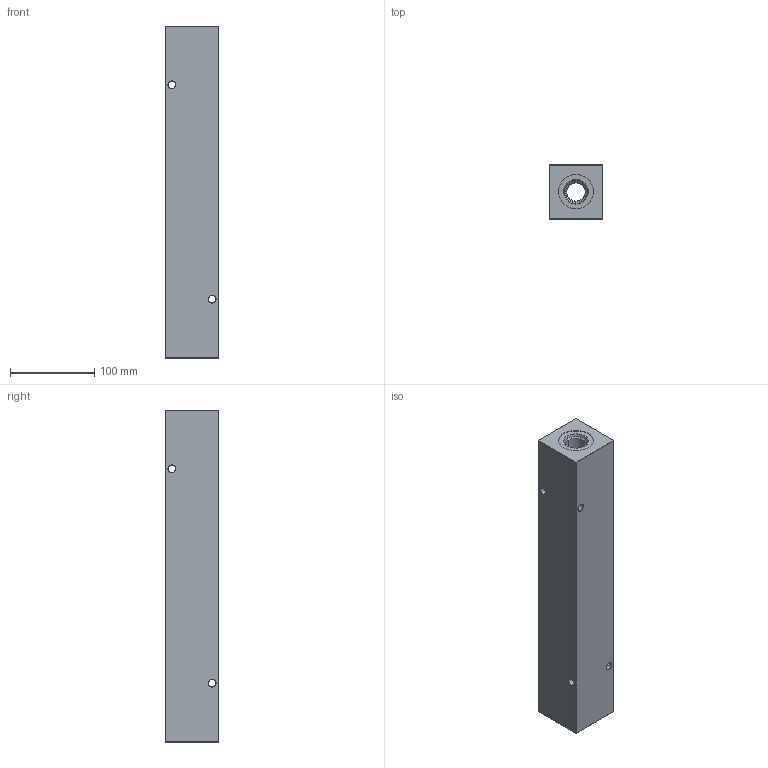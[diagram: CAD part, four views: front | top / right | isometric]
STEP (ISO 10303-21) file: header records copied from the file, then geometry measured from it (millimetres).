
FILE_DESCRIPTION (( 'STEP AP203' ), '1' );
FILE_NAME ('HM-6-90-S-12-12.STEP', '2020-11-09T23:07:20', ( '' ), ( '' ), 'SwSTEP 2.0', 'SolidWorks 2019', '' );
FILE_SCHEMA (( 'CONFIG_CONTROL_DESIGN' ));
Length unit declared in the file: inch
Products named in the file (1): HM-6-90-S-12-12
Bounding box: 63.5 x 63.5 x 393.7 mm (x, y, z)
Volume: 1271583.3 mm3; surface area: 150149.6 mm2
Topology: 1 solids, 1 shells, 671 faces, 1739 edges, 1114 vertices
Faces by surface type: plane 257, bspline 198, cone 118, cylinder 98
Entity records: 30542 total; most frequent: CARTESIAN_POINT 15519, ORIENTED_EDGE 3478, DIRECTION 2405, EDGE_CURVE 1739, VERTEX_POINT 1114, VECTOR 933, LINE 933, EDGE_LOOP 753
